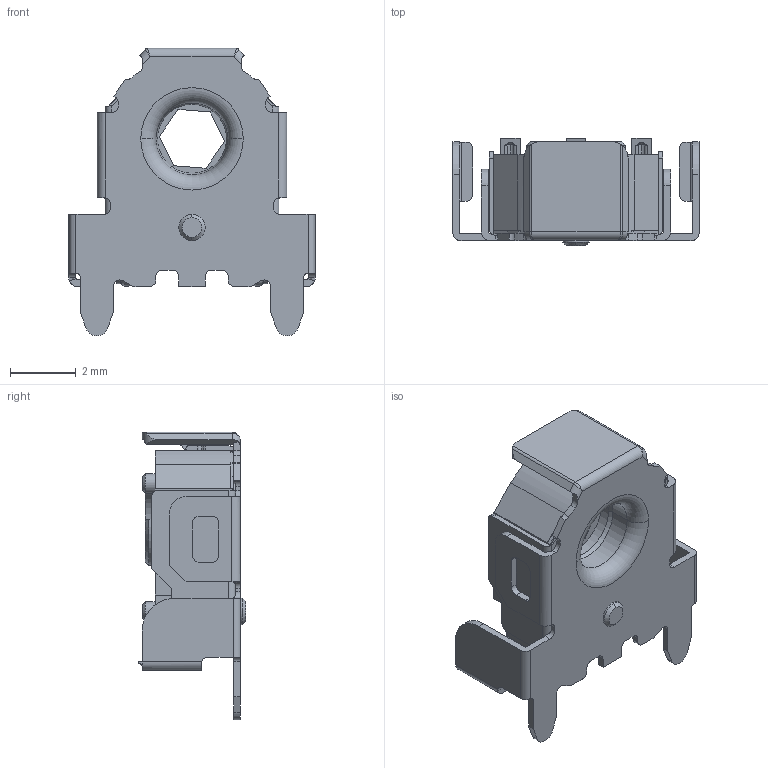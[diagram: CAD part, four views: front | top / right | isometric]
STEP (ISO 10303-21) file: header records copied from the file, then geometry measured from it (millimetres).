
FILE_DESCRIPTION(('STEP AP242'),'1');
FILE_NAME('ec05e1220202.stp','2021-01-22T10:23:09',('TraceParts'),('TraceParts S.A.'),'Spatial InterOp 3D',' ',' ');
FILE_SCHEMA(('AP242_MANAGED_MODEL_BASED_3D_ENGINEERING_MIM_LF {1 0 10303 442 1 1 4}'));
Length unit declared in the file: millimetre
Products named in the file (1): ec05e1220202
Bounding box: 7.5 x 3.27 x 8.76 mm (x, y, z)
Volume: 70.9 mm3; surface area: 242.4 mm2
Topology: 1 solids, 1 shells, 521 faces, 1401 edges, 883 vertices
Faces by surface type: plane 230, cylinder 200, bspline 67, cone 18, revolution 4, torus 2
Entity records: 21496 total; most frequent: CARTESIAN_POINT 4483, ORIENTED_EDGE 2782, DIRECTION 2609, EDGE_CURVE 1391, AXIS2_PLACEMENT_3D 907, VERTEX_POINT 883, LINE 791, VECTOR 791
